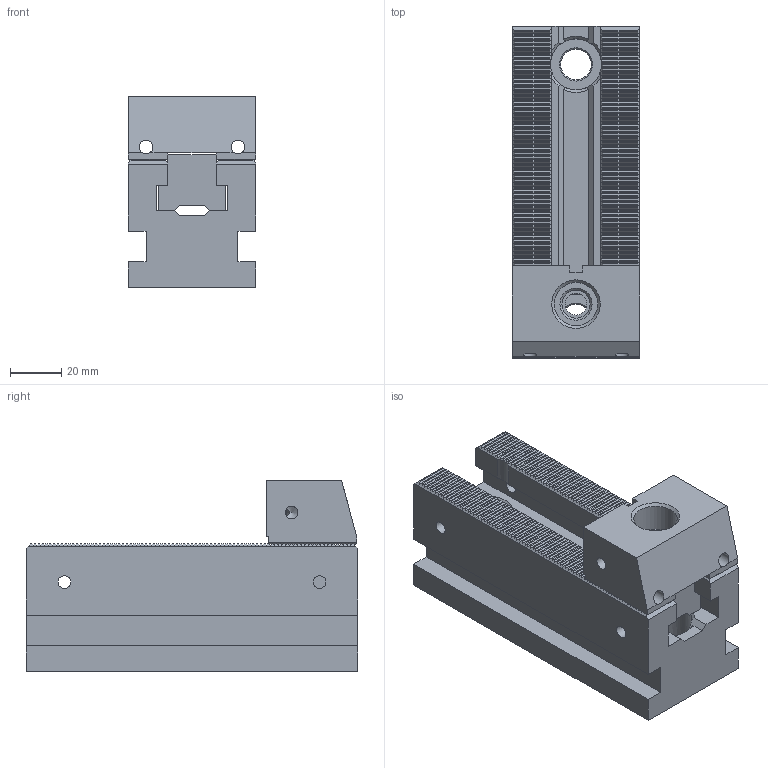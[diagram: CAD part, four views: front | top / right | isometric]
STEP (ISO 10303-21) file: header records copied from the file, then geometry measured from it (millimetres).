
FILE_DESCRIPTION( ( 'Unknown' ), '1' );
FILE_NAME( 'SVF-C-5013-100-A.stp', 'Unknown', ( 'Unknown' ), ( 'Unknown' ), 'PSStep 17.0.49', 'Unknown', ' ' );
FILE_SCHEMA( ( 'AUTOMOTIVE_DESIGN { 1 0 10303 214 1 1 1 1 }' ) );
Length unit declared in the file: millimetre
Products named in the file (5): SVF-AB03-50; 1-SVF-AB03-50-1; 1-SVF-AB03-50-2; Assem1; SVF-AB01-5013-100
Assembly tree (4 placements, depth 3):
  Assem1
    SVF-AB01-5013-100
    SVF-AB03-50
      1-SVF-AB03-50-1
      1-SVF-AB03-50-2
Bounding box: 50 x 130 x 74.75 mm (x, y, z)
Volume: 258548.8 mm3; surface area: 59980.3 mm2
Topology: 3 solids, 3 shells, 784 faces, 2343 edges, 1563 vertices
Faces by surface type: plane 732, cylinder 29, cone 23
Full cylindrical faces by diameter (mm): 4.2 x2, 5 x8, 5.4 x2, 7.5 x2, 8.5 x1, 11 x1, 12 x2, 17 x1, 20 x2
Entity records: 31986 total; most frequent: CARTESIAN_POINT 4746, ORIENTED_EDGE 4558, DIRECTION 3928, EDGE_CURVE 2279, LINE 2162, VECTOR 2162, VERTEX_POINT 1537, AXIS2_PLACEMENT_3D 883
